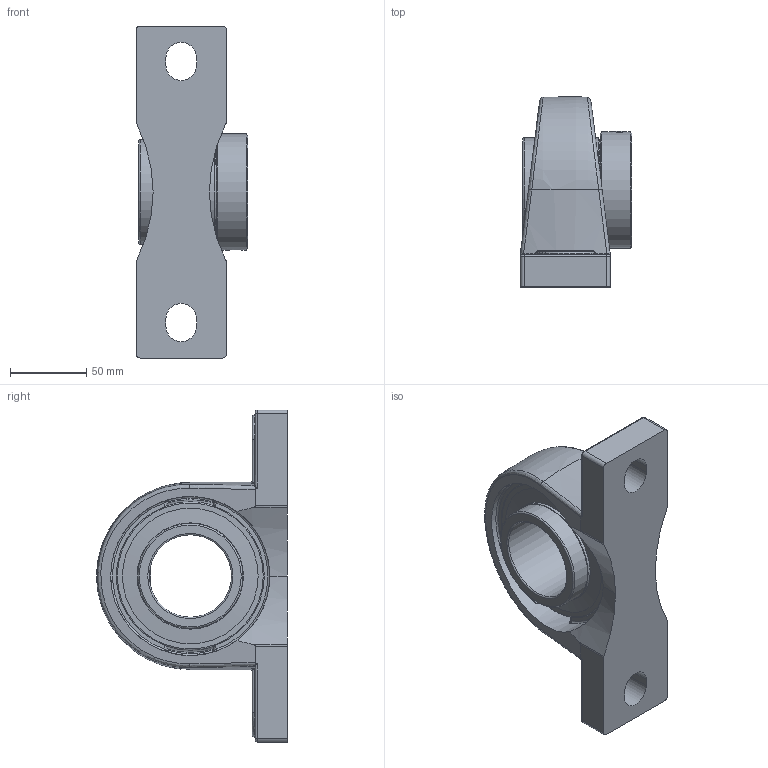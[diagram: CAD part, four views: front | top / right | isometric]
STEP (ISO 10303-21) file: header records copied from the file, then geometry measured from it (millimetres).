
FILE_DESCRIPTION(('HOOPS Exchange Step'),'2;1');
FILE_NAME('export-745F45EE-0FE3-4F78-9A4F-57CD13CFC0C1.stp','2020-05-21T08:57:00-07:00',('dkerr'),('Alibre'),'HOOPS Exchange 2020.0','Alibre','Unknown authorisation');
FILE_SCHEMA( ('AP242_MANAGED_MODEL_BASED_3D_ENGINEERING_MIM_LF {1 0 10303 442 1 1 4 }') );
Length unit declared in the file: inch
Products named in the file (8): MRN SPM 211 L4L; SHC 211 (Setscrew); SHC 211 (Ball Bearing); SHC 211 (Shield); SHC 211-34 L4L (2.125inch) (Race); SHC 211-34 (Collar); MRN SHC 211-34 L4L (2.125inch); MRN SHCSPM 211-34 L4L (2.125inch)
Assembly tree (7 placements, depth 3):
  MRN SHCSPM 211-34 L4L (2.125inch)
    MRN SPM 211 L4L
    MRN SHC 211-34 L4L (2.125inch)
      SHC 211 (Setscrew)
      SHC 211 (Ball Bearing)
      SHC 211 (Shield)
      SHC 211-34 L4L (2.125inch) (Race)
      SHC 211-34 (Collar)
Bounding box: 73.1 x 124.75 x 217.5 mm (x, y, z)
Volume: 524440.1 mm3; surface area: 136735.1 mm2
Topology: 17 solids, 17 shells, 199 faces, 526 edges, 337 vertices
Faces by surface type: cylinder 69, plane 53, torus 26, bspline 22, sphere 17, cone 12
Full cylindrical faces by diameter (mm): 9.525 x3, 53.975 x2, 64.973 x2, 68.58 x4, 69.596 x2, 76.2 x1, 87.884 x2, 88.9 x4, 104.224 x2, 110.1 x1
Entity records: 13352 total; most frequent: CARTESIAN_POINT 8271, DIRECTION 1065, ORIENTED_EDGE 994, EDGE_CURVE 497, AXIS2_PLACEMENT_3D 454, VERTEX_POINT 337, CIRCLE 234, EDGE_LOOP 222
